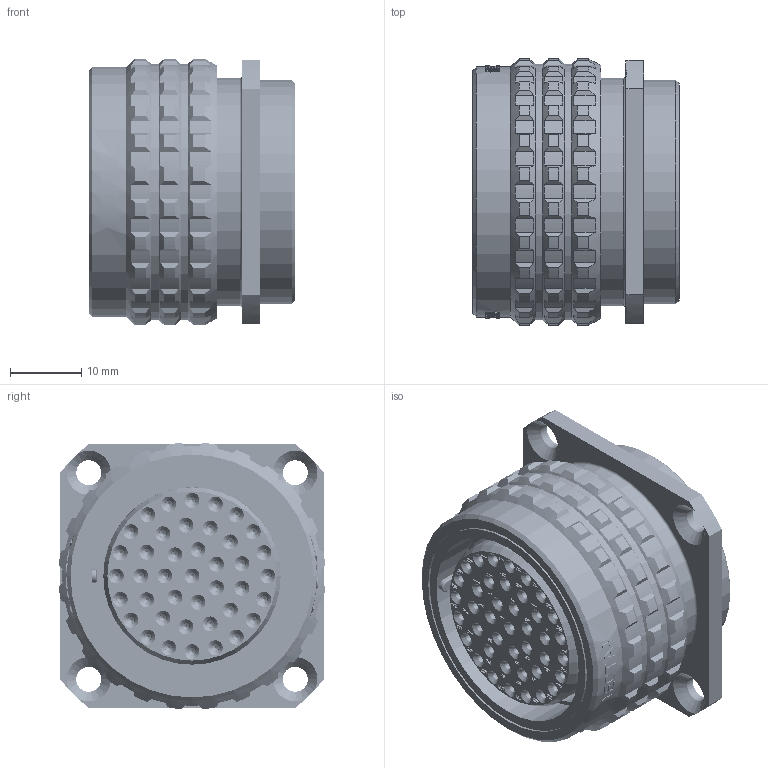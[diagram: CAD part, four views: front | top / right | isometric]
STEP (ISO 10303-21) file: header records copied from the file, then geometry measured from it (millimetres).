
FILE_DESCRIPTION((''),'2;1');
FILE_NAME('1332MESV541FS','2024-08-02T10:47:18',('paultorloting'),('NET AG system integration'),'CREO PARAMETRIC BY PTC INC, 2021404','CREO PARAMETRIC BY PTC INC, 2021404','');
FILE_SCHEMA(('AUTOMOTIVE_DESIGN { 1 0 10303 214 1 1 1 1 }'));
Length unit declared in the file: millimetre
Products named in the file (1): 1332MESV541FS
Bounding box: 29 x 37.38 x 37.38 mm (x, y, z)
Volume: 19292.7 mm3; surface area: 22510.8 mm2
Topology: 1 solids, 43 shells, 5017 faces, 13835 edges, 8922 vertices
Faces by surface type: plane 2621, cylinder 1467, torus 295, cone 294, bspline 164, extrusion 164, sphere 12
Entity records: 218941 total; most frequent: CARTESIAN_POINT 57806, ORIENTED_EDGE 27502, DIRECTION 25061, EDGE_CURVE 13751, VERTEX_POINT 8922, AXIS2_PLACEMENT_3D 8723, VECTOR 7612, LINE 7448
